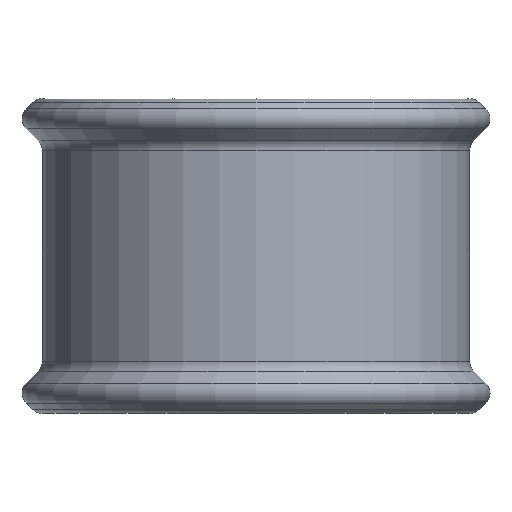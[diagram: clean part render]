
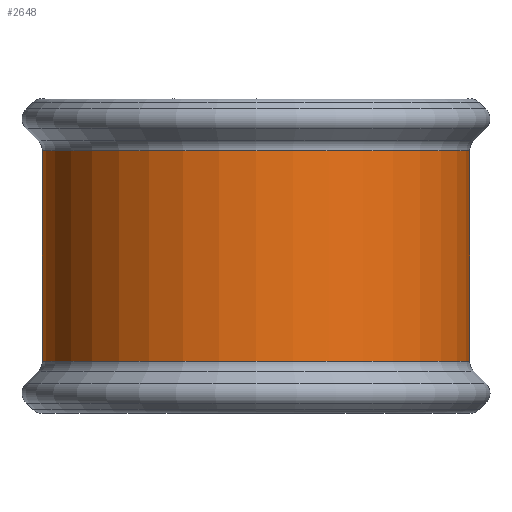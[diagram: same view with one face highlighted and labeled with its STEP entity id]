
A CAD part, front view. The second image highlights one B-rep face of the part: STEP entity #2648.
In plain terms, the highlighted cylindrical face has radius 11.709 mm (diameter 23.419 mm), a partial arc.
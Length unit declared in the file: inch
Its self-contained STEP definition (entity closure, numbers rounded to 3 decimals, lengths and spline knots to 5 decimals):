
#103 = DIRECTION ( 'NONE',  ( -1., 0., 0. ) ) ;
#523 = CARTESIAN_POINT ( 'NONE',  ( 0.406, -0.414, 0.22729 ) ) ;
#571 = LINE ( 'NONE', #4909, #1675 ) ;
#984 = VERTEX_POINT ( 'NONE', #5618 ) ;
#1333 = ORIENTED_EDGE ( 'NONE', *, *, #1573, .F. ) ;
#1336 = AXIS2_PLACEMENT_3D ( 'NONE', #5716, #2894, #103 ) ;
#1355 = EDGE_CURVE ( 'NONE', #4334, #5630, #5050, .T. ) ;
#1476 = CARTESIAN_POINT ( 'NONE',  ( 0.406, -0.875, 0.22729 ) ) ;
#1573 = EDGE_CURVE ( 'NONE', #984, #5630, #571, .T. ) ;
#1637 = CARTESIAN_POINT ( 'NONE',  ( 0.406, -0.414, -0.22729 ) ) ;
#1675 = VECTOR ( 'NONE', #3034, 39.37008 ) ;
#1832 = CARTESIAN_POINT ( 'NONE',  ( 0.406, -0.875, 0. ) ) ;
#1947 = DIRECTION ( 'NONE',  ( -1., 0., 0. ) ) ;
#2390 = EDGE_LOOP ( 'NONE', ( #5258, #4054, #1333, #6031 ) ) ;
#2400 = VERTEX_POINT ( 'NONE', #1637 ) ;
#2611 = VECTOR ( 'NONE', #2709, 39.37008 ) ;
#2648 = ADVANCED_FACE ( 'NONE', ( #3986 ), #3503, .T. ) ;
#2709 = DIRECTION ( 'NONE',  ( 0., 0., 1. ) ) ;
#2894 = DIRECTION ( 'NONE',  ( 0., 0., -1. ) ) ;
#3034 = DIRECTION ( 'NONE',  ( 0., 0., 1. ) ) ;
#3036 = EDGE_CURVE ( 'NONE', #2400, #4334, #3987, .T. ) ;
#3503 = CYLINDRICAL_SURFACE ( 'NONE', #3822, 0.461 ) ;
#3677 = CARTESIAN_POINT ( 'NONE',  ( -0.055, -0.875, 0.22729 ) ) ;
#3822 = AXIS2_PLACEMENT_3D ( 'NONE', #1832, #4616, #5110 ) ;
#3986 = FACE_OUTER_BOUND ( 'NONE', #2390, .T. ) ;
#3987 = LINE ( 'NONE', #5507, #2611 ) ;
#4054 = ORIENTED_EDGE ( 'NONE', *, *, #1355, .T. ) ;
#4107 = AXIS2_PLACEMENT_3D ( 'NONE', #1476, #4742, #1947 ) ;
#4334 = VERTEX_POINT ( 'NONE', #523 ) ;
#4408 = EDGE_CURVE ( 'NONE', #2400, #984, #5168, .T. ) ;
#4616 = DIRECTION ( 'NONE',  ( 0., 0., -1. ) ) ;
#4742 = DIRECTION ( 'NONE',  ( 0., 0., -1. ) ) ;
#4909 = CARTESIAN_POINT ( 'NONE',  ( -0.055, -0.875, 0.22729 ) ) ;
#5050 = CIRCLE ( 'NONE', #4107, 0.461 ) ;
#5110 = DIRECTION ( 'NONE',  ( -1., 0., 0. ) ) ;
#5168 = CIRCLE ( 'NONE', #1336, 0.461 ) ;
#5258 = ORIENTED_EDGE ( 'NONE', *, *, #3036, .T. ) ;
#5507 = CARTESIAN_POINT ( 'NONE',  ( 0.406, -0.414, 0.22729 ) ) ;
#5618 = CARTESIAN_POINT ( 'NONE',  ( -0.055, -0.875, -0.22729 ) ) ;
#5630 = VERTEX_POINT ( 'NONE', #3677 ) ;
#5716 = CARTESIAN_POINT ( 'NONE',  ( 0.406, -0.875, -0.22729 ) ) ;
#6031 = ORIENTED_EDGE ( 'NONE', *, *, #4408, .F. ) ;
